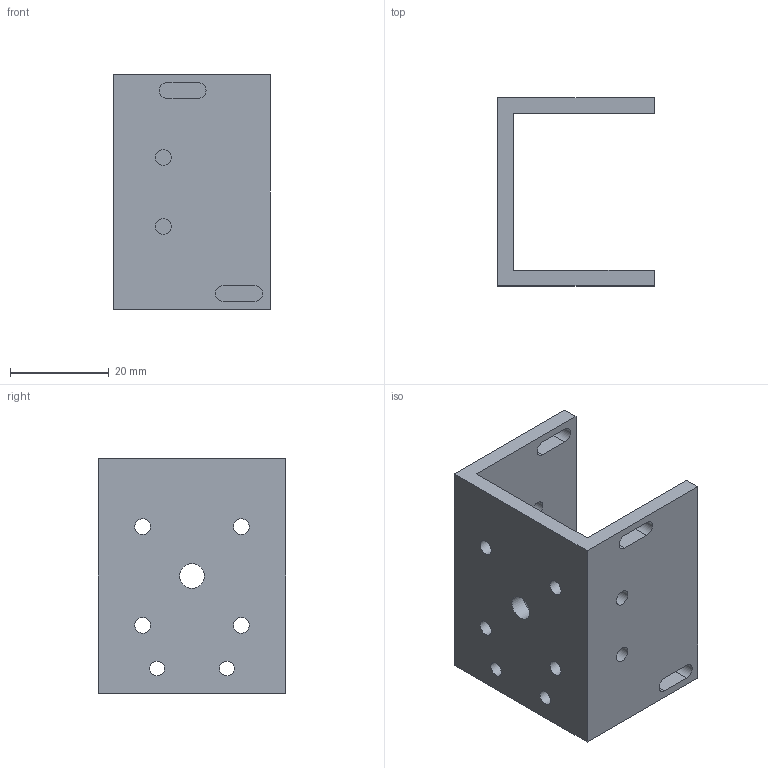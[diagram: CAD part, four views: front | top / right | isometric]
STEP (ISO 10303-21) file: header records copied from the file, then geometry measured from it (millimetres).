
FILE_DESCRIPTION(/* description */ (''),/* implementation_level */ '2;1');
FILE_NAME(/* name */ 'Y-Carriage_ v3.step',/* time_stamp */ '2022-01-05T16:22:35+01:00',/* author */ (''),/* organization */ (''),/* preprocessor_version */ 'ST-DEVELOPER v18.1',/* originating_system */ 'Autodesk Translation Framework v10.10.0.1391',/* authorisation */ '');
FILE_SCHEMA (('AUTOMOTIVE_DESIGN { 1 0 10303 214 3 1 1 }'));
Length unit declared in the file: millimetre
Products named in the file (1): Y-Carriage_
Bounding box: 31.75 x 38.1 x 47.5 mm (x, y, z)
Volume: 13704 mm3; surface area: 10186.9 mm2
Topology: 1 solids, 1 shells, 37 faces, 105 edges, 70 vertices
Faces by surface type: cylinder 19, plane 18
Full cylindrical faces by diameter (mm): 3 x4, 3.175 x4, 3.2 x2, 5 x1
Entity records: 1306 total; most frequent: DIRECTION 219, CARTESIAN_POINT 213, ORIENTED_EDGE 210, EDGE_CURVE 105, AXIS2_PLACEMENT_3D 76, VERTEX_POINT 70, EDGE_LOOP 67, LINE 67
